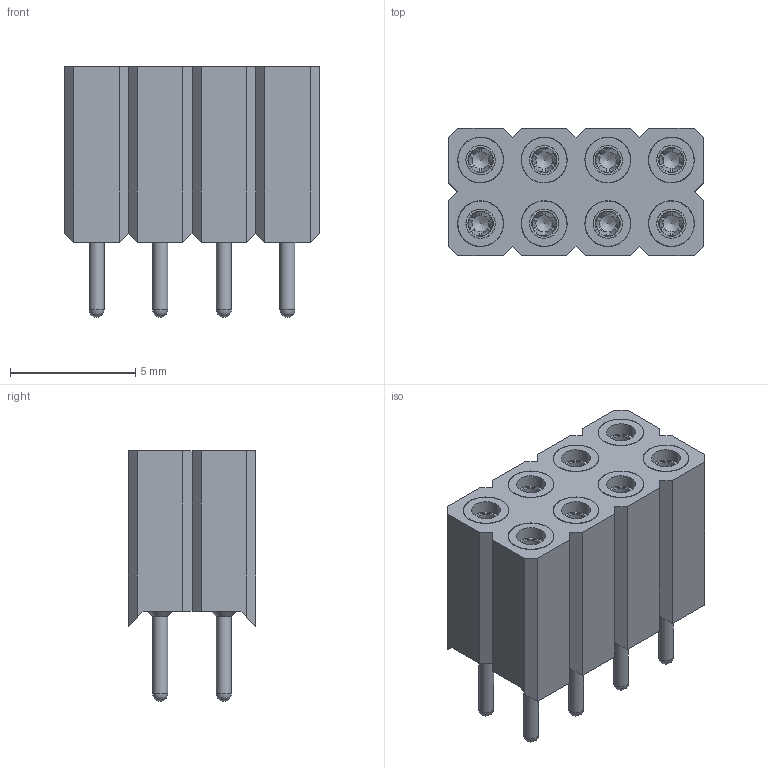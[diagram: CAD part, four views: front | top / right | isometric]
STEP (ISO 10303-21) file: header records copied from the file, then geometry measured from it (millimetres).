
FILE_DESCRIPTION(/* description */ (''),/* implementation_level */ '2;1');
FILE_NAME(/* name */ '153-008-2-xx-xx.stp',/* time_stamp */ '2017-05-30T11:48:07+02:00',/* author */ ('andreas.larin'),/* organization */ (''),/* preprocessor_version */ 'ST-DEVELOPER v15.6',/* originating_system */ 'Autodesk Inventor 2015',/* authorisation */ '');
FILE_SCHEMA (('AUTOMOTIVE_DESIGN { 1 0 10303 214 3 1 1 }'));
Length unit declared in the file: centimetre
Products named in the file (1): 153-008-2-xx-xx
Bounding box: 10.16 x 5.08 x 10 mm (x, y, z)
Volume: 287 mm3; surface area: 593.3 mm2
Topology: 1 solids, 1 shells, 388 faces, 1190 edges, 812 vertices
Faces by surface type: plane 148, cone 136, cylinder 96, sphere 8
Full cylindrical faces by diameter (mm): 0.6 x8, 0.97 x8, 1.17 x16, 1.37 x8, 1.83 x8
Entity records: 13859 total; most frequent: CARTESIAN_POINT 4759, ORIENTED_EDGE 2060, DIRECTION 1480, EDGE_CURVE 1030, VERTEX_POINT 748, AXIS2_PLACEMENT_3D 637, EDGE_LOOP 492, STYLED_ITEM 389
